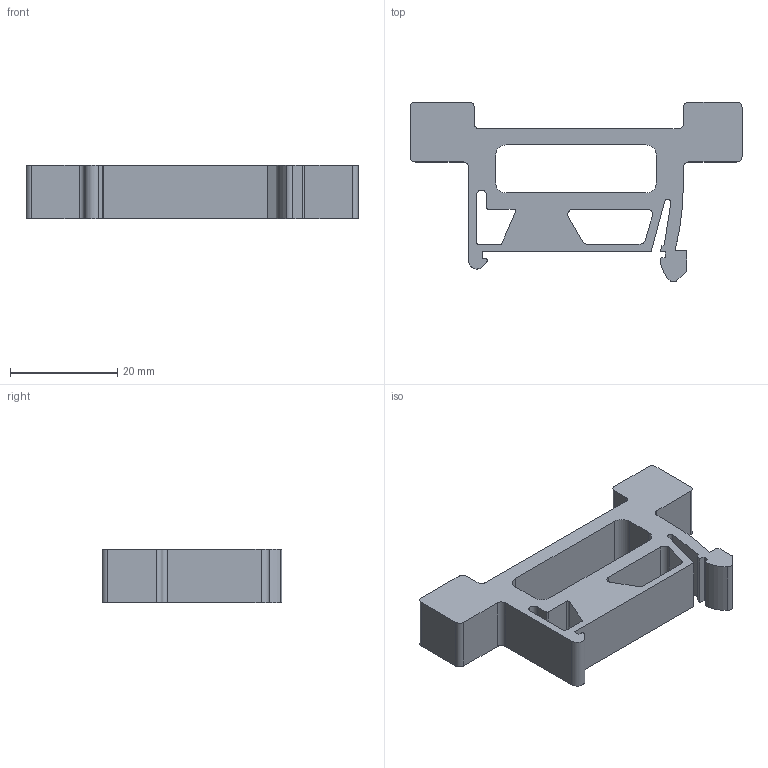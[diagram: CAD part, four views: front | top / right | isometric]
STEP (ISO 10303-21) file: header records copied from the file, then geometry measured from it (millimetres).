
FILE_DESCRIPTION(/* description */ ('Alibre Inc.'),/* implementation_level */ '2;1');
FILE_NAME(/* name */ 'export0',/* time_stamp */ '2016-10-06T20:09:29-04:00',/* author */ (''),/* organization */ (''),/* preprocessor_version */ 'ST-DEVELOPER v14',/* originating_system */ 'Alibre',/* authorisation */ '');
FILE_SCHEMA (('CONFIG_CONTROL_DESIGN'));
Length unit declared in the file: centimetre
Products named in the file (1): ID_1
Bounding box: 62 x 33.58 x 10 mm (x, y, z)
Volume: 7750 mm3; surface area: 5257.3 mm2
Topology: 1 solids, 1 shells, 74 faces, 216 edges, 144 vertices
Faces by surface type: plane 40, cylinder 33, bspline 1
Entity records: 2537 total; most frequent: CARTESIAN_POINT 455, ORIENTED_EDGE 432, DIRECTION 386, EDGE_CURVE 216, VECTOR 148, LINE 148, VERTEX_POINT 144, AXIS2_PLACEMENT_3D 139
